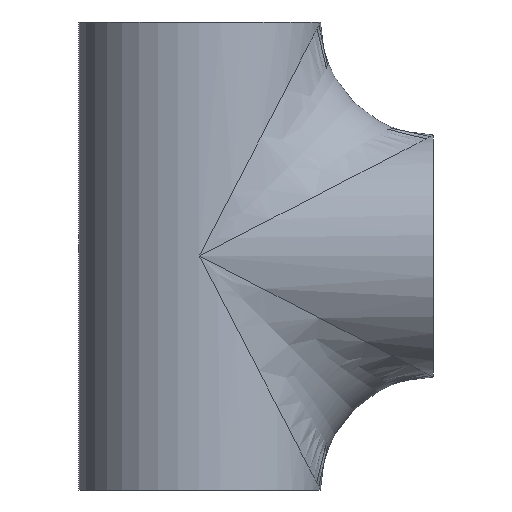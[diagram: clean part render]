
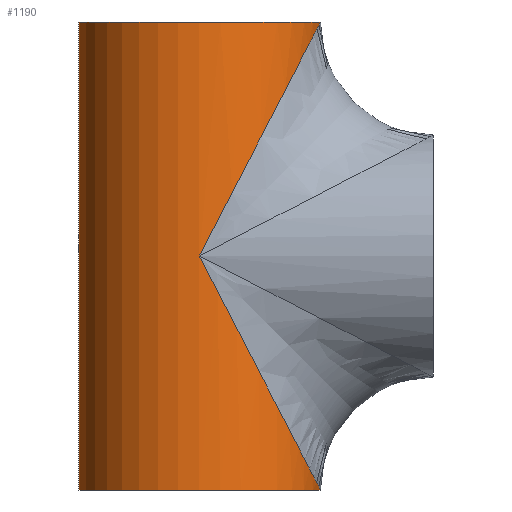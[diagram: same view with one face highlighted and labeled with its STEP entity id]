
A CAD part, front view. The second image highlights one B-rep face of the part: STEP entity #1190.
In plain terms, the highlighted cylindrical face has radius 44.45 mm (diameter 88.9 mm), a partial arc.
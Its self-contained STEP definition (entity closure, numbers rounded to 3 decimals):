
#8 = CYLINDRICAL_SURFACE ( 'NONE', #930, 44.45 ) ;
#20 = EDGE_CURVE ( 'NONE', #911, #231, #406, .T. ) ;
#26 = AXIS2_PLACEMENT_3D ( 'NONE', #792, #429, #1088 ) ;
#70 = VECTOR ( 'NONE', #589, 1000. ) ;
#73 = AXIS2_PLACEMENT_3D ( 'NONE', #900, #321, #331 ) ;
#97 = CARTESIAN_POINT ( 'NONE',  ( 0., -44.45, 0. ) ) ;
#135 = EDGE_LOOP ( 'NONE', ( #630, #999, #1168, #159, #729 ) ) ;
#140 = VERTEX_POINT ( 'NONE', #654 ) ;
#151 = EDGE_CURVE ( 'NONE', #140, #911, #658, .T. ) ;
#153 = CARTESIAN_POINT ( 'NONE',  ( -44.45, 0., 86. ) ) ;
#159 = ORIENTED_EDGE ( 'NONE', *, *, #151, .T. ) ;
#231 = VERTEX_POINT ( 'NONE', #644 ) ;
#246 = CARTESIAN_POINT ( 'NONE',  ( 0., -44.45, 0. ) ) ;
#253 = CARTESIAN_POINT ( 'NONE',  ( 44.45, -26.038, 86. ) ) ;
#289 = CARTESIAN_POINT ( 'NONE',  ( 44.45, -26.038, -86. ) ) ;
#307 = FACE_OUTER_BOUND ( 'NONE', #135, .T. ) ;
#319 = CIRCLE ( 'NONE', #26, 44.45 ) ;
#321 = DIRECTION ( 'NONE',  ( 0., 0., 1. ) ) ;
#331 = DIRECTION ( 'NONE',  ( 1., 0., 0. ) ) ;
#395 = CARTESIAN_POINT ( 'NONE',  ( -44.45, 0., -86. ) ) ;
#406 =( BOUNDED_CURVE ( )  B_SPLINE_CURVE ( 3, ( #246, #1010, #253, #813 ),
 .UNSPECIFIED., .F., .T. ) 
 B_SPLINE_CURVE_WITH_KNOTS ( ( 4, 4 ),
 ( 1.571, 3.142 ),
 .UNSPECIFIED. ) 
 CURVE ( )  GEOMETRIC_REPRESENTATION_ITEM ( )  RATIONAL_B_SPLINE_CURVE ( ( 1., 0.805, 0.805, 1. ) ) 
 REPRESENTATION_ITEM ( '' )  );
#429 = DIRECTION ( 'NONE',  ( 0., 0., 1. ) ) ;
#446 = VERTEX_POINT ( 'NONE', #395 ) ;
#589 = DIRECTION ( 'NONE',  ( 0., 0., -1. ) ) ;
#595 = CIRCLE ( 'NONE', #73, 44.45 ) ;
#630 = ORIENTED_EDGE ( 'NONE', *, *, #971, .F. ) ;
#644 = CARTESIAN_POINT ( 'NONE',  ( 44.45, 0., 86. ) ) ;
#654 = CARTESIAN_POINT ( 'NONE',  ( 44.45, 0., -86. ) ) ;
#658 =( BOUNDED_CURVE ( )  B_SPLINE_CURVE ( 3, ( #745, #289, #1035, #97 ),
 .UNSPECIFIED., .F., .T. ) 
 B_SPLINE_CURVE_WITH_KNOTS ( ( 4, 4 ),
 ( 3.142, 4.712 ),
 .UNSPECIFIED. ) 
 CURVE ( )  GEOMETRIC_REPRESENTATION_ITEM ( )  RATIONAL_B_SPLINE_CURVE ( ( 1., 0.805, 0.805, 1. ) ) 
 REPRESENTATION_ITEM ( '' )  );
#729 = ORIENTED_EDGE ( 'NONE', *, *, #20, .T. ) ;
#745 = CARTESIAN_POINT ( 'NONE',  ( 44.45, 0., -86. ) ) ;
#757 = EDGE_CURVE ( 'NONE', #446, #140, #595, .T. ) ;
#759 = DIRECTION ( 'NONE',  ( -1., 0., 0. ) ) ;
#766 = DIRECTION ( 'NONE',  ( 0., 0., -1. ) ) ;
#792 = CARTESIAN_POINT ( 'NONE',  ( 0., 0., 86. ) ) ;
#813 = CARTESIAN_POINT ( 'NONE',  ( 44.45, 0., 86. ) ) ;
#900 = CARTESIAN_POINT ( 'NONE',  ( 0., 0., -86. ) ) ;
#911 = VERTEX_POINT ( 'NONE', #976 ) ;
#930 = AXIS2_PLACEMENT_3D ( 'NONE', #1030, #766, #759 ) ;
#971 = EDGE_CURVE ( 'NONE', #1005, #231, #319, .T. ) ;
#976 = CARTESIAN_POINT ( 'NONE',  ( 0., -44.45, 0. ) ) ;
#999 = ORIENTED_EDGE ( 'NONE', *, *, #1183, .T. ) ;
#1005 = VERTEX_POINT ( 'NONE', #153 ) ;
#1010 = CARTESIAN_POINT ( 'NONE',  ( 26.038, -44.45, 50.378 ) ) ;
#1030 = CARTESIAN_POINT ( 'NONE',  ( 0., 0., 86. ) ) ;
#1035 = CARTESIAN_POINT ( 'NONE',  ( 26.038, -44.45, -50.378 ) ) ;
#1088 = DIRECTION ( 'NONE',  ( 1., 0., 0. ) ) ;
#1136 = CARTESIAN_POINT ( 'NONE',  ( -44.45, 0., 86. ) ) ;
#1150 = LINE ( 'NONE', #1136, #70 ) ;
#1168 = ORIENTED_EDGE ( 'NONE', *, *, #757, .T. ) ;
#1183 = EDGE_CURVE ( 'NONE', #1005, #446, #1150, .T. ) ;
#1190 = ADVANCED_FACE ( 'NONE', ( #307 ), #8, .T. ) ;
